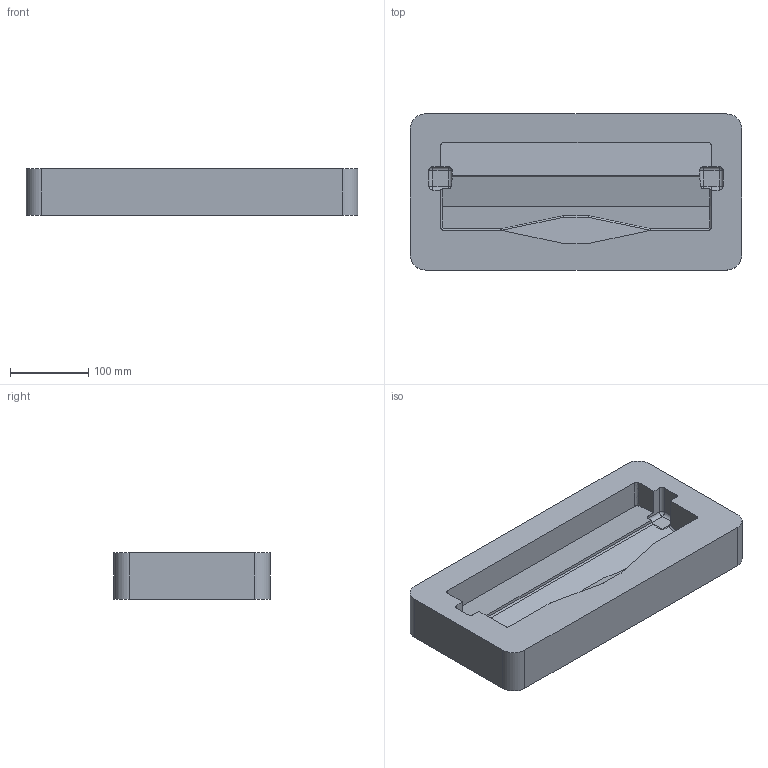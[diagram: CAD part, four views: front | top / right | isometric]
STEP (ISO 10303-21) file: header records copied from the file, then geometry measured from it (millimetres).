
FILE_DESCRIPTION(/* description */ (''),/* implementation_level */ '2;1');
FILE_NAME(/* name */ 'foam-insert.step',/* time_stamp */ '2021-11-02T21:00:58-06:00',/* author */ (''),/* organization */ (''),/* preprocessor_version */ 'ST-DEVELOPER v18.1',/* originating_system */ 'Autodesk Translation Framework v10.10.0.1391',/* authorisation */ '');
FILE_SCHEMA (('AUTOMOTIVE_DESIGN { 1 0 10303 214 3 1 1 }'));
Length unit declared in the file: millimetre
Products named in the file (1): Foam Bottom Insert
Bounding box: 425 x 200 x 60 mm (x, y, z)
Volume: 3479867.5 mm3; surface area: 283114.4 mm2
Topology: 1 solids, 1 shells, 115 faces, 293 edges, 181 vertices
Faces by surface type: plane 66, cylinder 20, bspline 20, sphere 8, cone 1
Entity records: 3894 total; most frequent: CARTESIAN_POINT 1164, ORIENTED_EDGE 586, DIRECTION 516, EDGE_CURVE 293, LINE 202, VECTOR 202, VERTEX_POINT 181, AXIS2_PLACEMENT_3D 157
